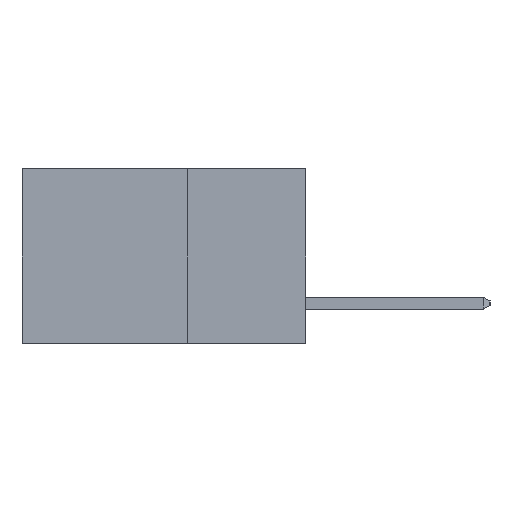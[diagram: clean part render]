
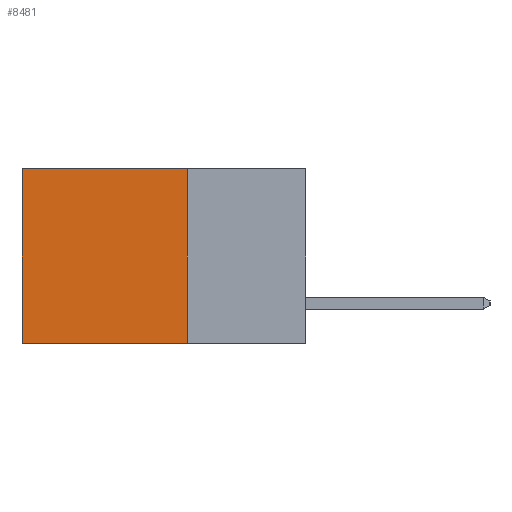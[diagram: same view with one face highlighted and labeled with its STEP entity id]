
A CAD part, left-side view. The second image highlights one B-rep face of the part: STEP entity #8481.
In plain terms, the highlighted planar face has unit normal (-1, 0, 0).
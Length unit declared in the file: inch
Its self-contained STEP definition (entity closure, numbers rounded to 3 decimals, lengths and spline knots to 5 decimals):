
#579 = ORIENTED_EDGE ( 'NONE', *, *, #2729, .F. ) ;
#584 = VECTOR ( 'NONE', #2722, 39.37008 ) ;
#1045 = EDGE_CURVE ( 'NONE', #6027, #4284, #6558, .T. ) ;
#1759 = CARTESIAN_POINT ( 'NONE',  ( 0.2615, 0.6, -0.37 ) ) ;
#1883 = CARTESIAN_POINT ( 'NONE',  ( 0.2615, 0.25, 0. ) ) ;
#1951 = ORIENTED_EDGE ( 'NONE', *, *, #3601, .T. ) ;
#2198 = PLANE ( 'NONE',  #9341 ) ;
#2546 = LINE ( 'NONE', #8870, #4509 ) ;
#2722 = DIRECTION ( 'NONE',  ( 0., 0., -1. ) ) ;
#2729 = EDGE_CURVE ( 'NONE', #6027, #8129, #2546, .T. ) ;
#3058 = CARTESIAN_POINT ( 'NONE',  ( 0.2615, 0.25, -0.37 ) ) ;
#3075 = VECTOR ( 'NONE', #5841, 39.37008 ) ;
#3234 = DIRECTION ( 'NONE',  ( 0., 0., -1. ) ) ;
#3601 = EDGE_CURVE ( 'NONE', #4284, #8175, #7143, .T. ) ;
#3874 = DIRECTION ( 'NONE',  ( 1., 0., 0. ) ) ;
#4222 = ORIENTED_EDGE ( 'NONE', *, *, #7217, .F. ) ;
#4284 = VERTEX_POINT ( 'NONE', #4373 ) ;
#4373 = CARTESIAN_POINT ( 'NONE',  ( 0.2615, 0.6, 0. ) ) ;
#4409 = VECTOR ( 'NONE', #7627, 39.37008 ) ;
#4509 = VECTOR ( 'NONE', #3234, 39.37008 ) ;
#5251 = LINE ( 'NONE', #6656, #3075 ) ;
#5841 = DIRECTION ( 'NONE',  ( 0., 1., 0. ) ) ;
#6027 = VERTEX_POINT ( 'NONE', #1883 ) ;
#6558 = LINE ( 'NONE', #7765, #4409 ) ;
#6656 = CARTESIAN_POINT ( 'NONE',  ( 0.2615, 0.25, -0.37 ) ) ;
#7143 = LINE ( 'NONE', #8379, #584 ) ;
#7217 = EDGE_CURVE ( 'NONE', #8129, #8175, #5251, .T. ) ;
#7627 = DIRECTION ( 'NONE',  ( 0., 1., 0. ) ) ;
#7765 = CARTESIAN_POINT ( 'NONE',  ( 0.2615, 0.25, 0. ) ) ;
#7817 = EDGE_LOOP ( 'NONE', ( #1951, #4222, #579, #8948 ) ) ;
#8129 = VERTEX_POINT ( 'NONE', #9787 ) ;
#8175 = VERTEX_POINT ( 'NONE', #1759 ) ;
#8379 = CARTESIAN_POINT ( 'NONE',  ( 0.2615, 0.6, -0.37 ) ) ;
#8481 = ADVANCED_FACE ( 'NONE', ( #9457 ), #2198, .F. ) ;
#8870 = CARTESIAN_POINT ( 'NONE',  ( 0.2615, 0.25, -0.37 ) ) ;
#8948 = ORIENTED_EDGE ( 'NONE', *, *, #1045, .T. ) ;
#9341 = AXIS2_PLACEMENT_3D ( 'NONE', #3058, #3874, #9489 ) ;
#9457 = FACE_OUTER_BOUND ( 'NONE', #7817, .T. ) ;
#9489 = DIRECTION ( 'NONE',  ( 0., 0., -1. ) ) ;
#9787 = CARTESIAN_POINT ( 'NONE',  ( 0.2615, 0.25, -0.37 ) ) ;
